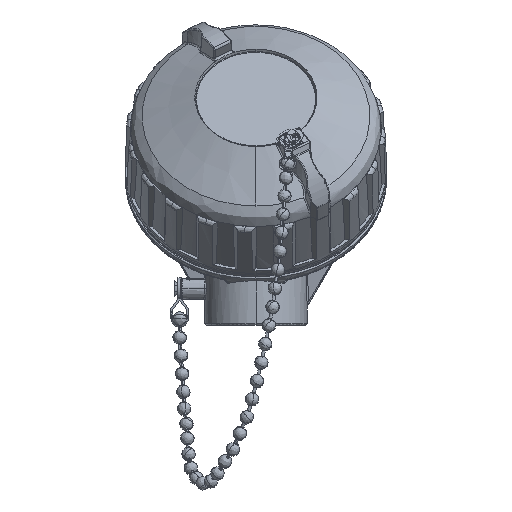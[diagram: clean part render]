
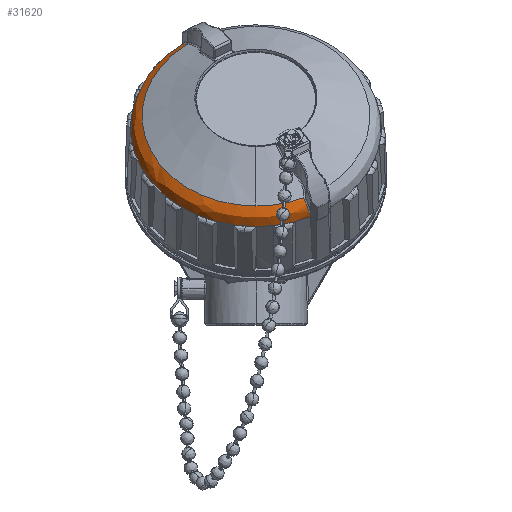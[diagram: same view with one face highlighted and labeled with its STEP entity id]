
A CAD part, left-side view. The second image highlights one B-rep face of the part: STEP entity #31620.
In plain terms, the highlighted free-form (B-spline) face has degree [3, 3] with [4, 4] control points.
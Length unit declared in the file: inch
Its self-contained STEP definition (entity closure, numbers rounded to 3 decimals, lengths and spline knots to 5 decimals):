
#207 = CARTESIAN_POINT ( 'NONE',  ( -1.76729, 0.98226, 1.57226 ) ) ;
#1213 = ORIENTED_EDGE ( 'NONE', *, *, #40396, .F. ) ;
#3612 = CARTESIAN_POINT ( 'NONE',  ( -2.77459, 3.29716, 0.3074 ) ) ;
#3866 = DIRECTION ( 'NONE',  ( 0.788, 0., -0.616 ) ) ;
#4077 = CARTESIAN_POINT ( 'NONE',  ( -3.43052, -0.71987, -0.67803 ) ) ;
#5108 = CARTESIAN_POINT ( 'NONE',  ( -1.90004, 0.94187, 1.59505 ) ) ;
#5796 = CARTESIAN_POINT ( 'NONE',  ( -3.53916, -0.62928, -0.43796 ) ) ;
#6396 = CARTESIAN_POINT ( 'NONE',  ( -1.69327, 0.9775, 1.54554 ) ) ;
#6655 = CARTESIAN_POINT ( 'NONE',  ( -1.76729, 0.98226, 1.57226 ) ) ;
#6910 = FACE_OUTER_BOUND ( 'NONE', #48916, .T. ) ;
#7172 = EDGE_CURVE ( 'NONE', #19180, #14852, #44329, .T. ) ;
#7995 = EDGE_CURVE ( 'NONE', #34825, #20735, #16430, .T. ) ;
#8820 = B_SPLINE_CURVE_WITH_KNOTS ( 'NONE', 3,
 ( #21001, #4077, #33797, #25379, #49607, #45790 ),
 .UNSPECIFIED., .F., .F.,
 ( 4, 2, 4 ),
 ( -0.00027, 0.00093, 0.00213 ),
 .UNSPECIFIED. ) ;
#9764 = EDGE_CURVE ( 'NONE', #50078, #24480, #14215, .T. ) ;
#9963 = ORIENTED_EDGE ( 'NONE', *, *, #9764, .T. ) ;
#10308 = CARTESIAN_POINT ( 'NONE',  ( -1.96175, 0.91192, 1.58103 ) ) ;
#11547 = CARTESIAN_POINT ( 'NONE',  ( -3.4915, -0.74497, -0.61019 ) ) ;
#11813 = CARTESIAN_POINT ( 'NONE',  ( -4.28937, 1.81715, -1.63142 ) ) ;
#12077 = CARTESIAN_POINT ( 'NONE',  ( -2.69169, 3.30453, 0.24176 ) ) ;
#12164 = CIRCLE ( 'NONE', #24385, 1.50407 ) ;
#12499 = ORIENTED_EDGE ( 'NONE', *, *, #44250, .T. ) ;
#14215 = B_SPLINE_CURVE_WITH_KNOTS ( 'NONE', 3,
 ( #50875, #34005, #5108, #45729, #46802, #207 ),
 .UNSPECIFIED., .F., .F.,
 ( 4, 2, 4 ),
 ( 0., 0.5, 1. ),
 .UNSPECIFIED. ) ;
#14489 = ORIENTED_EDGE ( 'NONE', *, *, #27679, .T. ) ;
#14852 = VERTEX_POINT ( 'NONE', #32832 ) ;
#14855 = DIRECTION ( 'NONE',  ( 0.788, 0., -0.616 ) ) ;
#15082 = CARTESIAN_POINT ( 'NONE',  ( -3.4102, -0.74664, -0.67789 ) ) ;
#15631 = CARTESIAN_POINT ( 'NONE',  ( -4.25159, 1.65623, -1.34983 ) ) ;
#15662 = CARTESIAN_POINT ( 'NONE',  ( -1.68036, 0.97765, 1.5362 ) ) ;
#15955 = CARTESIAN_POINT ( 'NONE',  ( -2.69807, -0.00015, 0.63859 ) ) ;
#16430 = CIRCLE ( 'NONE', #46016, 1.65388 ) ;
#16997 = ORIENTED_EDGE ( 'NONE', *, *, #34489, .T. ) ;
#19180 = VERTEX_POINT ( 'NONE', #43485 ) ;
#19851 = VERTEX_POINT ( 'NONE', #41967 ) ;
#19983 = CARTESIAN_POINT ( 'NONE',  ( -3.53303, -0.72038, -0.51604 ) ) ;
#20521 = CARTESIAN_POINT ( 'NONE',  ( -1.85386, 0.92024, 1.6332 ) ) ;
#20735 = VERTEX_POINT ( 'NONE', #32414 ) ;
#21001 = CARTESIAN_POINT ( 'NONE',  ( -3.41822, -0.72032, -0.68815 ) ) ;
#21115 = VERTEX_POINT ( 'NONE', #22261 ) ;
#22261 = CARTESIAN_POINT ( 'NONE',  ( -3.62407, -0.00015, -0.54663 ) ) ;
#22422 = CARTESIAN_POINT ( 'NONE',  ( -3.51982, -0.68134, -0.56565 ) ) ;
#23015 = CARTESIAN_POINT ( 'NONE',  ( -1.75168, 0.98065, 1.56957 ) ) ;
#23284 = DIRECTION ( 'NONE',  ( -0.317, 0.857, -0.406 ) ) ;
#23545 = CARTESIAN_POINT ( 'NONE',  ( -4.30455, 1.75714, -1.50354 ) ) ;
#23815 = CARTESIAN_POINT ( 'NONE',  ( -1.75499, 0.95168, 1.61244 ) ) ;
#24385 = AXIS2_PLACEMENT_3D ( 'NONE', #41211, #3866, #25165 ) ;
#24480 = VERTEX_POINT ( 'NONE', #34597 ) ;
#24880 = CARTESIAN_POINT ( 'NONE',  ( -3.41822, -0.72032, -0.68815 ) ) ;
#25165 = DIRECTION ( 'NONE',  ( -0.528, -0.515, -0.675 ) ) ;
#25379 = CARTESIAN_POINT ( 'NONE',  ( -3.46465, -0.70926, -0.64696 ) ) ;
#26277 = CARTESIAN_POINT ( 'NONE',  ( -3.54147, -0.64472, -0.46903 ) ) ;
#26532 = CARTESIAN_POINT ( 'NONE',  ( -3.50493, -0.69024, -0.59721 ) ) ;
#27067 = AXIS2_PLACEMENT_3D ( 'NONE', #15955, #31766, #36116 ) ;
#27679 = EDGE_CURVE ( 'NONE', #34825, #19180, #8820, .T. ) ;
#27932 = CIRCLE ( 'NONE', #27067, 1.50407 ) ;
#29911 = ORIENTED_EDGE ( 'NONE', *, *, #7995, .F. ) ;
#30343 = CARTESIAN_POINT ( 'NONE',  ( -3.48496, -0.69598, -0.62626 ) ) ;
#31620 = ADVANCED_FACE ( 'NONE', ( #6910 ), #44082, .T. ) ;
#31766 = DIRECTION ( 'NONE',  ( 0.788, 0., -0.616 ) ) ;
#32266 = CARTESIAN_POINT ( 'NONE',  ( -1.66981, 0.95381, 1.54972 ) ) ;
#32295 = CARTESIAN_POINT ( 'NONE',  ( -1.7072, 0.97784, 1.55323 ) ) ;
#32414 = CARTESIAN_POINT ( 'NONE',  ( -3.51982, -0.00015, -0.8182 ) ) ;
#32832 = CARTESIAN_POINT ( 'NONE',  ( -3.53916, -0.62928, -0.43796 ) ) ;
#33260 = DIRECTION ( 'NONE',  ( 0.788, 0., -0.616 ) ) ;
#33797 = CARTESIAN_POINT ( 'NONE',  ( -3.44236, -0.71749, -0.66767 ) ) ;
#34005 = CARTESIAN_POINT ( 'NONE',  ( -1.93225, 0.92756, 1.59068 ) ) ;
#34055 = CARTESIAN_POINT ( 'NONE',  ( -2.50159, -0.00015, 0.48508 ) ) ;
#34489 = EDGE_CURVE ( 'NONE', #14852, #21115, #27932, .T. ) ;
#34597 = CARTESIAN_POINT ( 'NONE',  ( -1.76729, 0.98226, 1.57226 ) ) ;
#34825 = VERTEX_POINT ( 'NONE', #24880 ) ;
#35554 = CARTESIAN_POINT ( 'NONE',  ( -1.73631, 0.97941, 1.56521 ) ) ;
#35835 = CARTESIAN_POINT ( 'NONE',  ( -2.50159, -0.00015, 0.48508 ) ) ;
#36116 = DIRECTION ( 'NONE',  ( -0.528, -0.515, -0.675 ) ) ;
#38748 = B_SPLINE_CURVE_WITH_KNOTS ( 'NONE', 3,
 ( #15662, #6396, #32295, #35554, #23015, #6655 ),
 .UNSPECIFIED., .F., .F.,
 ( 4, 2, 4 ),
 ( -0.00027, 0.00093, 0.00213 ),
 .UNSPECIFIED. ) ;
#40396 = EDGE_CURVE ( 'NONE', #20735, #19851, #43211, .T. ) ;
#40436 = EDGE_CURVE ( 'NONE', #19851, #24480, #38748, .T. ) ;
#41211 = CARTESIAN_POINT ( 'NONE',  ( -2.69807, -0.00015, 0.63859 ) ) ;
#41950 = DIRECTION ( 'NONE',  ( -0.317, 0.857, -0.406 ) ) ;
#41967 = CARTESIAN_POINT ( 'NONE',  ( -1.68036, 0.97765, 1.5362 ) ) ;
#43211 = CIRCLE ( 'NONE', #44106, 1.65388 ) ;
#43485 = CARTESIAN_POINT ( 'NONE',  ( -3.48496, -0.69598, -0.62626 ) ) ;
#44082 =( BOUNDED_SURFACE ( )  B_SPLINE_SURFACE ( 3, 3, ( 
 ( #44228, #48860, #15631, #52661 ),
 ( #20521, #52925, #23545, #19983 ),
 ( #23815, #3612, #11813, #11547 ),
 ( #32266, #12077, #45042, #15082 ) ),
 .UNSPECIFIED., .F., .F., .T. ) 
 B_SPLINE_SURFACE_WITH_KNOTS ( ( 4, 4 ),
 ( 4, 4 ),
 ( 0., 1. ),
 ( 0., 1. ),
 .UNSPECIFIED. ) 
 GEOMETRIC_REPRESENTATION_ITEM ( )  RATIONAL_B_SPLINE_SURFACE ( (
 ( 1., 0.382, 0.382, 1.),
 ( 0.916, 0.35, 0.35, 0.916),
 ( 0.916, 0.35, 0.35, 0.916),
 ( 1., 0.382, 0.382, 1.) ) ) 
 REPRESENTATION_ITEM ( '' )  SURFACE ( )  );
#44106 = AXIS2_PLACEMENT_3D ( 'NONE', #35835, #14855, #23284 ) ;
#44228 = CARTESIAN_POINT ( 'NONE',  ( -1.94163, 0.86739, 1.60678 ) ) ;
#44250 = EDGE_CURVE ( 'NONE', #21115, #50078, #12164, .T. ) ;
#44329 = B_SPLINE_CURVE_WITH_KNOTS ( 'NONE', 3,
 ( #30343, #26532, #22422, #51568, #26277, #5796 ),
 .UNSPECIFIED., .F., .F.,
 ( 4, 2, 4 ),
 ( 0., 0.5, 1. ),
 .UNSPECIFIED. ) ;
#45042 = CARTESIAN_POINT ( 'NONE',  ( -4.20986, 1.82122, -1.7014 ) ) ;
#45463 = ORIENTED_EDGE ( 'NONE', *, *, #7172, .T. ) ;
#45729 = CARTESIAN_POINT ( 'NONE',  ( -1.83388, 0.96589, 1.59224 ) ) ;
#45790 = CARTESIAN_POINT ( 'NONE',  ( -3.48496, -0.69598, -0.62626 ) ) ;
#46016 = AXIS2_PLACEMENT_3D ( 'NONE', #34055, #33260, #41950 ) ;
#46777 = ORIENTED_EDGE ( 'NONE', *, *, #40436, .F. ) ;
#46802 = CARTESIAN_POINT ( 'NONE',  ( -1.79996, 0.9756, 1.58505 ) ) ;
#48860 = CARTESIAN_POINT ( 'NONE',  ( -2.87095, 3.00518, 0.41731 ) ) ;
#48916 = EDGE_LOOP ( 'NONE', ( #29911, #14489, #45463, #16997, #12499, #9963, #46777, #1213 ) ) ;
#49607 = CARTESIAN_POINT ( 'NONE',  ( -3.47524, -0.70336, -0.63649 ) ) ;
#50078 = VERTEX_POINT ( 'NONE', #10308 ) ;
#50875 = CARTESIAN_POINT ( 'NONE',  ( -1.96175, 0.91192, 1.58103 ) ) ;
#51568 = CARTESIAN_POINT ( 'NONE',  ( -3.53808, -0.65858, -0.50155 ) ) ;
#52661 = CARTESIAN_POINT ( 'NONE',  ( -3.52437, -0.67902, -0.41903 ) ) ;
#52925 = CARTESIAN_POINT ( 'NONE',  ( -2.8398, 3.18827, 0.37126 ) ) ;
